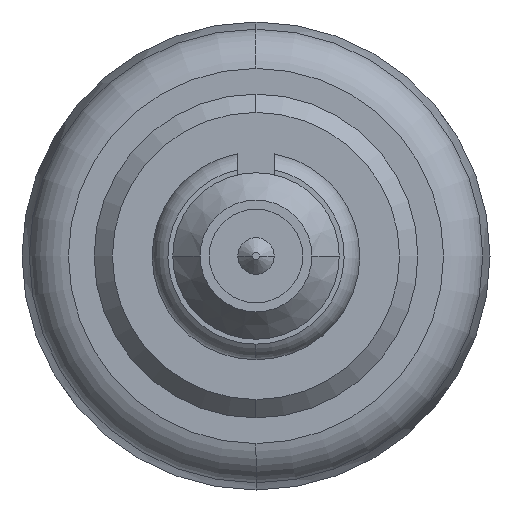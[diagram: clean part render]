
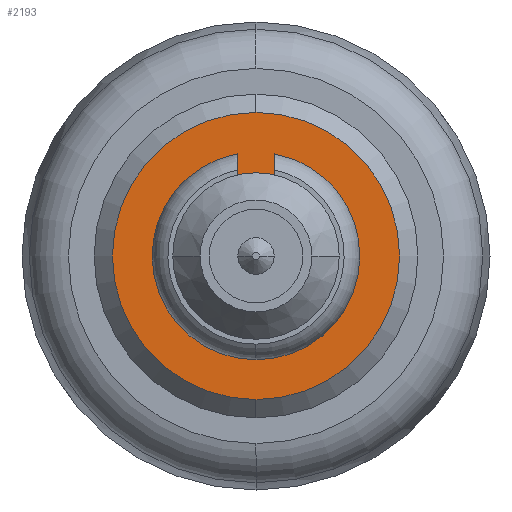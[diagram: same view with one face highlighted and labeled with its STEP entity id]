
A CAD part, left-side view. The second image highlights one B-rep face of the part: STEP entity #2193.
In plain terms, the highlighted face is planar.
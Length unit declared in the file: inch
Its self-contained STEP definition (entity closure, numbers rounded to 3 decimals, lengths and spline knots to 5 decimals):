
#273 = CIRCLE ( 'NONE', #3942, 0.04551 ) ;
#362 = PLANE ( 'NONE',  #3837 ) ;
#455 = VERTEX_POINT ( 'NONE', #6119 ) ;
#621 = DIRECTION ( 'NONE',  ( 0., 0., 1. ) ) ;
#827 = DIRECTION ( 'NONE',  ( 0., 1., 0. ) ) ;
#935 = CARTESIAN_POINT ( 'NONE',  ( 0.04551, 0.094, 0. ) ) ;
#1220 = CARTESIAN_POINT ( 'NONE',  ( 0., 0.094, 0. ) ) ;
#1226 = DIRECTION ( 'NONE',  ( 0., 0., 1. ) ) ;
#1288 = VERTEX_POINT ( 'NONE', #3458 ) ;
#1346 = CARTESIAN_POINT ( 'NONE',  ( 0., 0.094, 0. ) ) ;
#1566 = EDGE_CURVE ( 'NONE', #1288, #5408, #1823, .T. ) ;
#1823 = CIRCLE ( 'NONE', #3522, 0.04551 ) ;
#1929 = ORIENTED_EDGE ( 'NONE', *, *, #1566, .F. ) ;
#2061 = EDGE_CURVE ( 'NONE', #5408, #1288, #273, .T. ) ;
#2081 = DIRECTION ( 'NONE',  ( 0., 0., 1. ) ) ;
#2193 = ADVANCED_FACE ( 'NONE', ( #2358, #3309 ), #362, .T. ) ;
#2290 = DIRECTION ( 'NONE',  ( 0., 1., 0. ) ) ;
#2304 = CARTESIAN_POINT ( 'NONE',  ( 0., 0.094, 0. ) ) ;
#2358 = FACE_OUTER_BOUND ( 'NONE', #3807, .T. ) ;
#2867 = VERTEX_POINT ( 'NONE', #5463 ) ;
#3309 = FACE_BOUND ( 'NONE', #5568, .T. ) ;
#3359 = AXIS2_PLACEMENT_3D ( 'NONE', #6367, #5269, #621 ) ;
#3458 = CARTESIAN_POINT ( 'NONE',  ( -0.04551, 0.094, 0. ) ) ;
#3522 = AXIS2_PLACEMENT_3D ( 'NONE', #1346, #827, #4321 ) ;
#3589 = CIRCLE ( 'NONE', #3359, 0.0785 ) ;
#3603 = ORIENTED_EDGE ( 'NONE', *, *, #5905, .T. ) ;
#3807 = EDGE_LOOP ( 'NONE', ( #5558, #3603 ) ) ;
#3813 = DIRECTION ( 'NONE',  ( 0., 1., 0. ) ) ;
#3837 = AXIS2_PLACEMENT_3D ( 'NONE', #6402, #2290, #1226 ) ;
#3942 = AXIS2_PLACEMENT_3D ( 'NONE', #2304, #3813, #5888 ) ;
#4321 = DIRECTION ( 'NONE',  ( -1., 0., 0. ) ) ;
#4334 = ORIENTED_EDGE ( 'NONE', *, *, #2061, .F. ) ;
#4628 = CIRCLE ( 'NONE', #5473, 0.0785 ) ;
#5116 = EDGE_CURVE ( 'NONE', #2867, #455, #3589, .T. ) ;
#5269 = DIRECTION ( 'NONE',  ( 0., 1., 0. ) ) ;
#5408 = VERTEX_POINT ( 'NONE', #935 ) ;
#5463 = CARTESIAN_POINT ( 'NONE',  ( 0., 0.094, -0.0785 ) ) ;
#5473 = AXIS2_PLACEMENT_3D ( 'NONE', #1220, #5778, #2081 ) ;
#5558 = ORIENTED_EDGE ( 'NONE', *, *, #5116, .T. ) ;
#5568 = EDGE_LOOP ( 'NONE', ( #1929, #4334 ) ) ;
#5778 = DIRECTION ( 'NONE',  ( 0., 1., 0. ) ) ;
#5888 = DIRECTION ( 'NONE',  ( -1., 0., 0. ) ) ;
#5905 = EDGE_CURVE ( 'NONE', #455, #2867, #4628, .T. ) ;
#6119 = CARTESIAN_POINT ( 'NONE',  ( 0., 0.094, 0.0785 ) ) ;
#6367 = CARTESIAN_POINT ( 'NONE',  ( 0., 0.094, 0. ) ) ;
#6402 = CARTESIAN_POINT ( 'NONE',  ( 0., 0.094, 0. ) ) ;
